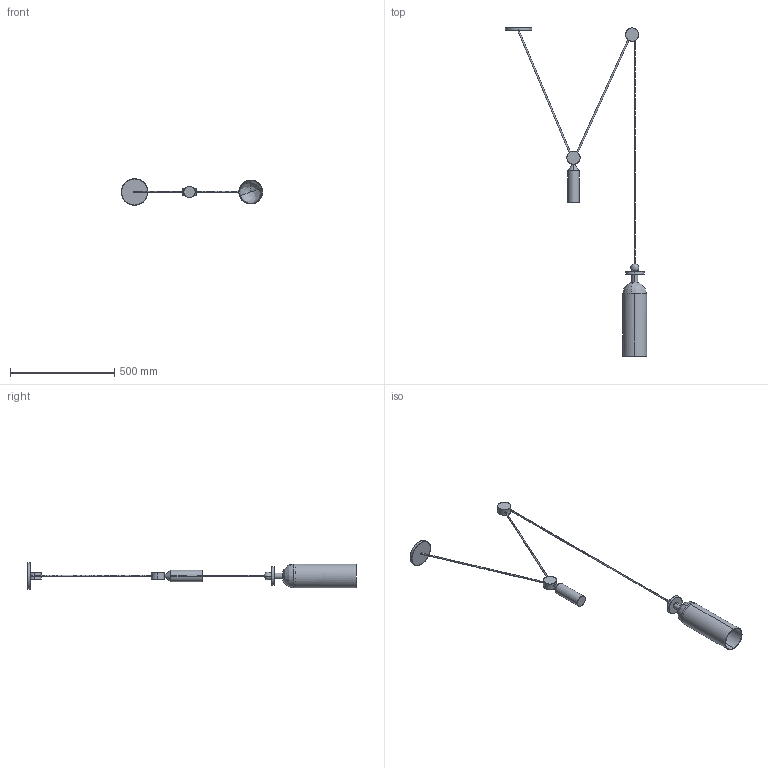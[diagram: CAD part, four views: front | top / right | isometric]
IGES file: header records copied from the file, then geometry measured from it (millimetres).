
Start section: SolidWorks IGES file using analytic representation for surfaces
Global section: file name: Cylinder Pendant.IGS; native system: SolidWorks 2015; preprocessor: SolidWorks 2015; author: RV; date: 181031.102347; units: millimetre
Bounding box: 678.38 x 1574.46 x 127 mm (x, y, z)
Surface area: 411827.7 mm2 (no closed solid volume)
Topology: 0 solids, 0 shells, 60 faces, 1665 edges, 1660 vertices
Faces by surface type: revolution 34, bspline 26
